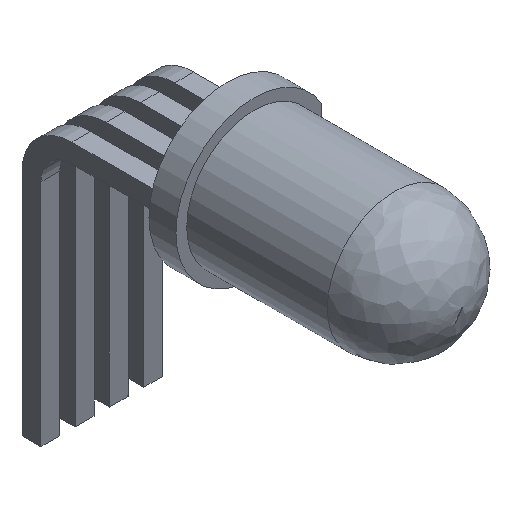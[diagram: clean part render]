
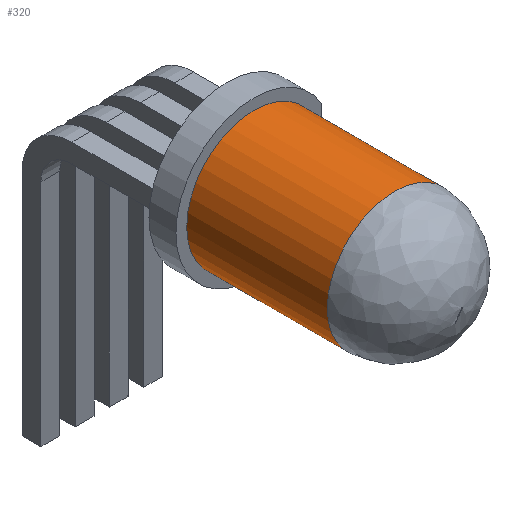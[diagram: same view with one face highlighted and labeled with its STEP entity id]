
A CAD part, isometric view. The second image highlights one B-rep face of the part: STEP entity #320.
In plain terms, the highlighted cylindrical face has radius 2.5 mm (diameter 5 mm), a full revolution.
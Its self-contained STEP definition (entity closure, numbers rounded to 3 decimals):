
#32 = EDGE_CURVE('',#33,#33,#35,.T.);
#33 = VERTEX_POINT('',#34);
#34 = CARTESIAN_POINT('',(-4.422,-11.21,7.2));
#35 = CIRCLE('',#36,2.5);
#36 = AXIS2_PLACEMENT_3D('',#37,#38,#39);
#37 = CARTESIAN_POINT('',(-1.922,-11.21,7.2));
#38 = DIRECTION('',(0.,1.,0.));
#39 = DIRECTION('',(-1.,0.,0.));
#307 = EDGE_CURVE('',#308,#308,#310,.T.);
#308 = VERTEX_POINT('',#309);
#309 = CARTESIAN_POINT('',(-4.422,-6.,7.2));
#310 = CIRCLE('',#311,2.5);
#311 = AXIS2_PLACEMENT_3D('',#312,#313,#314);
#312 = CARTESIAN_POINT('',(-1.922,-6.,7.2));
#313 = DIRECTION('',(0.,1.,0.));
#314 = DIRECTION('',(-1.,0.,0.));
#320 = ADVANCED_FACE('',(#321),#331,.T.);
#321 = FACE_BOUND('',#322,.T.);
#322 = EDGE_LOOP('',(#323,#324,#329,#330));
#323 = ORIENTED_EDGE('',*,*,#32,.T.);
#324 = ORIENTED_EDGE('',*,*,#325,.F.);
#325 = EDGE_CURVE('',#308,#33,#326,.T.);
#326 = B_SPLINE_CURVE_WITH_KNOTS('',1,(#327,#328),.UNSPECIFIED.,.F.,.F.,
  (2,2),(-3.35,1.86),.PIECEWISE_BEZIER_KNOTS.);
#327 = CARTESIAN_POINT('',(-4.422,-6.,7.2));
#328 = CARTESIAN_POINT('',(-4.422,-11.21,7.2));
#329 = ORIENTED_EDGE('',*,*,#307,.F.);
#330 = ORIENTED_EDGE('',*,*,#325,.T.);
#331 = CYLINDRICAL_SURFACE('',#332,2.5);
#332 = AXIS2_PLACEMENT_3D('',#333,#334,#335);
#333 = CARTESIAN_POINT('',(-1.922,-9.35,7.2));
#334 = DIRECTION('',(0.,-1.,0.));
#335 = DIRECTION('',(-1.,0.,0.));
